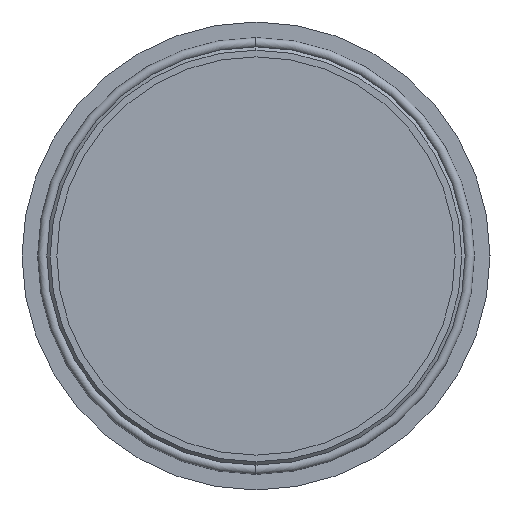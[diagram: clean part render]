
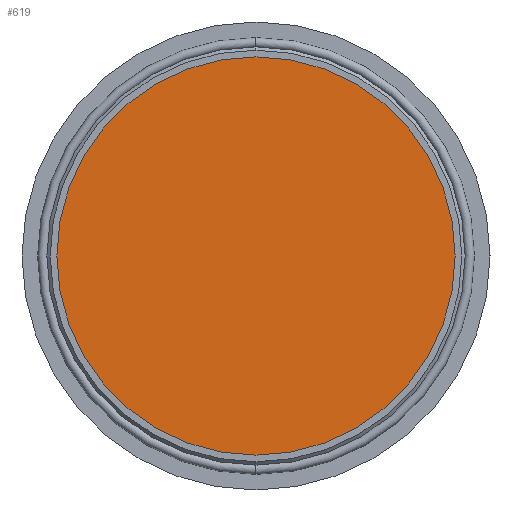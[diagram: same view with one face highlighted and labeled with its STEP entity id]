
A CAD part, front view. The second image highlights one B-rep face of the part: STEP entity #619.
In plain terms, the highlighted planar face has unit normal (0, -1, 0).
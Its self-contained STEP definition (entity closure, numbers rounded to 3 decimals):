
#106 = DIRECTION ( 'NONE',  ( 0., 0., -1. ) ) ;
#107 = DIRECTION ( 'NONE',  ( 0., -1., 0. ) ) ;
#108 = CARTESIAN_POINT ( 'NONE',  ( -30., -2.75, 0. ) ) ;
#109 = PLANE ( 'NONE',  #712 ) ;
#147 = DIRECTION ( 'NONE',  ( 0., 0., 1. ) ) ;
#148 = DIRECTION ( 'NONE',  ( 0., 1., 0. ) ) ;
#149 = CARTESIAN_POINT ( 'NONE',  ( 0., -2.75, 0. ) ) ;
#267 = DIRECTION ( 'NONE',  ( 0., 0., 1. ) ) ;
#268 = DIRECTION ( 'NONE',  ( 0., 1., 0. ) ) ;
#269 = CARTESIAN_POINT ( 'NONE',  ( 0., -2.75, 0. ) ) ;
#313 = CARTESIAN_POINT ( 'NONE',  ( 0., -2.75, 30. ) ) ;
#314 = CARTESIAN_POINT ( 'NONE',  ( 0., -2.75, -30. ) ) ;
#394 = ORIENTED_EDGE ( 'NONE', *, *, #606, .F. ) ;
#396 = ORIENTED_EDGE ( 'NONE', *, *, #567, .F. ) ;
#450 = EDGE_LOOP ( 'NONE', ( #394, #396 ) ) ;
#467 = VERTEX_POINT ( 'NONE', #314 ) ;
#468 = VERTEX_POINT ( 'NONE', #313 ) ;
#537 = CIRCLE ( 'NONE', #729, 30. ) ;
#557 = CIRCLE ( 'NONE', #641, 30. ) ;
#567 = EDGE_CURVE ( 'NONE', #467, #468, #557, .T. ) ;
#606 = EDGE_CURVE ( 'NONE', #468, #467, #537, .T. ) ;
#619 = ADVANCED_FACE ( 'NONE', ( #716 ), #109, .T. ) ;
#641 = AXIS2_PLACEMENT_3D ( 'NONE', #269, #268, #267 ) ;
#712 = AXIS2_PLACEMENT_3D ( 'NONE', #108, #107, #106 ) ;
#716 = FACE_OUTER_BOUND ( 'NONE', #450, .T. ) ;
#729 = AXIS2_PLACEMENT_3D ( 'NONE', #149, #148, #147 ) ;
